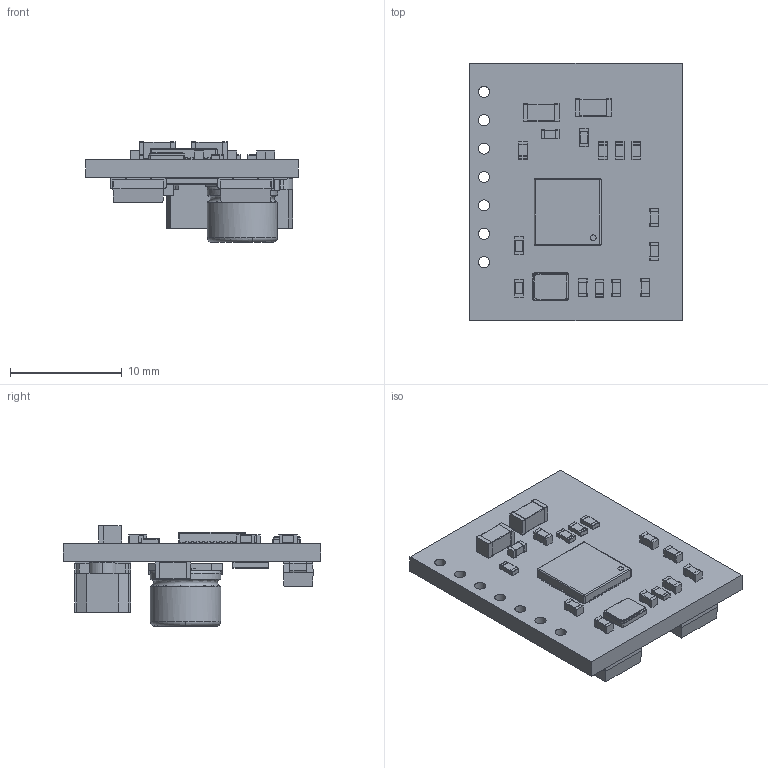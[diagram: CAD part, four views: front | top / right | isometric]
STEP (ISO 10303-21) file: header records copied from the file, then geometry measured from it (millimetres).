
FILE_DESCRIPTION(('FreeCAD Model'),'2;1');
FILE_NAME('MicroBCU2_V00.21_wo_headers.step','2021-01-02T11:56:50',('Author'),(''), 'Open CASCADE STEP processor 7.3','FreeCAD','Unknown');
FILE_SCHEMA(('AUTOMOTIVE_DESIGN { 1 0 10303 214 1 1 1 1 }'));
Length unit declared in the file: millimetre
Products named in the file (33): MicroBCU2; Board_Geoms_2c68; Local_CS_2c68; Pcb_2c68; PCB_Sketch_2c68; Step_Models_2c68; Top_2c68; C111_C_1206_3216Metric_5FABA52C; C101_C_1206_3216Metric_5FAB98E7; C11_C_0603_1608Metric_5F7E1A3A; R5_R_0603_1608Metric_5F7CC408; X1_Crystal_SMD_3225-4Pin_3.2x2.5mm_5F7CC372; R4_R_0603_1608Metric_5F7CD09B; R3_R_0603_1608Metric_5F7CC3D8; U1_QFN-40-1EP_6x6mm_Pitch0.5mm_5F7D92D4; J3_R_0603_1608Metric_5F7CC258; R2_R_0603_1608Metric_5F7CD3BF; C9_C_0603_1608Metric_5F7CC108; C8_C_0603_1608Metric_5F7CC138; C10_C_0603_1608Metric_5F7CC1C8; C6_C_0603_1608Metric_5F7F7249; C5_C_0603_1608Metric_5F7CC1F8; C1_C_0603_1608Metric_5F7CC0D8; C2_C_0603_1608Metric_5F7CC168; C3_C_0603_1608Metric_5F7CC0A8; Bot_2c68; L2_vls5045ex_5F7CB1DF; L1_vls5045ex_5FAB9F93; C41_C_1206_3216Metric_5FACF283; R1_R_2512_6332Metric_5F7F71B4; D2_D_SMA_5F798DFE; D1_D_SMA_5F798D45; C4_CP_Elec_63x58_5DADC971
Assembly tree (32 placements, depth 4):
  MicroBCU2
    Board_Geoms_2c68
      Local_CS_2c68
      Pcb_2c68
      PCB_Sketch_2c68
    Step_Models_2c68
      Top_2c68
        C111_C_1206_3216Metric_5FABA52C
        C101_C_1206_3216Metric_5FAB98E7
        C11_C_0603_1608Metric_5F7E1A3A
        R5_R_0603_1608Metric_5F7CC408
        X1_Crystal_SMD_3225-4Pin_3.2x2.5mm_5F7CC372
        R4_R_0603_1608Metric_5F7CD09B
        R3_R_0603_1608Metric_5F7CC3D8
        U1_QFN-40-1EP_6x6mm_Pitch0.5mm_5F7D92D4
        J3_R_0603_1608Metric_5F7CC258
        R2_R_0603_1608Metric_5F7CD3BF
        C9_C_0603_1608Metric_5F7CC108
        C8_C_0603_1608Metric_5F7CC138
        C10_C_0603_1608Metric_5F7CC1C8
        C6_C_0603_1608Metric_5F7F7249
        C5_C_0603_1608Metric_5F7CC1F8
        C1_C_0603_1608Metric_5F7CC0D8
        C2_C_0603_1608Metric_5F7CC168
        C3_C_0603_1608Metric_5F7CC0A8
      Bot_2c68
        L2_vls5045ex_5F7CB1DF
        L1_vls5045ex_5FAB9F93
        C41_C_1206_3216Metric_5FACF283
        R1_R_2512_6332Metric_5F7F71B4
        D2_D_SMA_5F798DFE
        D1_D_SMA_5F798D45
        C4_CP_Elec_63x58_5DADC971
Bounding box: 19 x 23 x 9 mm (x, y, z)
Volume: 1215.5 mm3; surface area: 2017.9 mm2
Topology: 30 solids, 30 shells, 1694 faces, 4546 edges, 3001 vertices
Faces by surface type: plane 1239, cylinder 292, bspline 150, sphere 8, torus 4, revolution 1
Full cylindrical faces by diameter (mm): 0.5 x1, 1 x7, 6.3 x2
Entity records: 72626 total; most frequent: CARTESIAN_POINT 18367, ORIENTED_EDGE 9068, DIRECTION 7979, EDGE_CURVE 4534, LINE 3636, VECTOR 3636, VERTEX_POINT 2993, AXIS2_PLACEMENT_3D 2171
